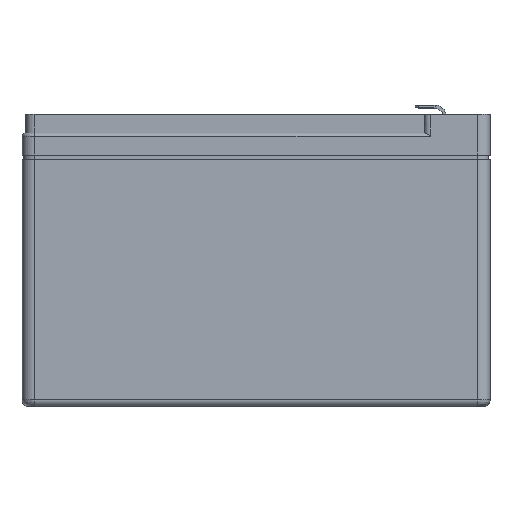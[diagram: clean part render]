
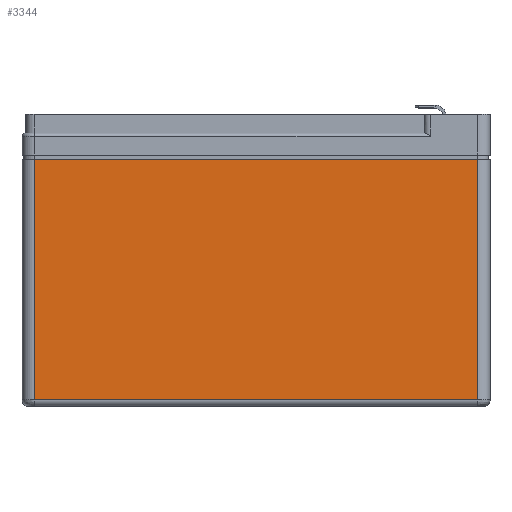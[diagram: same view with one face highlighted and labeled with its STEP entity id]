
A CAD part, top view. The second image highlights one B-rep face of the part: STEP entity #3344.
In plain terms, the highlighted planar face has unit normal (0, 0, 1).
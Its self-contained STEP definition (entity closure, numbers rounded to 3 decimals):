
#387=FACE_OUTER_BOUND('',#580,.T.);
#580=EDGE_LOOP('',(#2970,#2971,#2972,#2973));
#949=LINE('',#5453,#1321);
#954=LINE('',#5507,#1326);
#956=LINE('',#5513,#1328);
#957=LINE('',#5514,#1329);
#1321=VECTOR('',#4476,10.);
#1326=VECTOR('',#4507,10.);
#1328=VECTOR('',#4513,10.);
#1329=VECTOR('',#4514,10.);
#1625=VERTEX_POINT('',#5443);
#1627=VERTEX_POINT('',#5449);
#1637=VERTEX_POINT('',#5506);
#1639=VERTEX_POINT('',#5512);
#2081=EDGE_CURVE('',#1625,#1627,#949,.T.);
#2096=EDGE_CURVE('',#1627,#1637,#954,.T.);
#2099=EDGE_CURVE('',#1625,#1639,#956,.T.);
#2100=EDGE_CURVE('',#1637,#1639,#957,.T.);
#2970=ORIENTED_EDGE('',*,*,#2081,.F.);
#2971=ORIENTED_EDGE('',*,*,#2099,.T.);
#2972=ORIENTED_EDGE('',*,*,#2100,.F.);
#2973=ORIENTED_EDGE('',*,*,#2096,.F.);
#3169=PLANE('',#3623);
#3344=ADVANCED_FACE('',(#387),#3169,.T.);
#3623=AXIS2_PLACEMENT_3D('',#5511,#4511,#4512);
#4476=DIRECTION('',(-1.,0.,0.));
#4507=DIRECTION('',(0.,1.,0.));
#4511=DIRECTION('center_axis',(0.,0.,1.));
#4512=DIRECTION('ref_axis',(1.,0.,0.));
#4513=DIRECTION('',(0.,1.,0.));
#4514=DIRECTION('',(1.,0.,0.));
#5443=CARTESIAN_POINT('',(71.,2.,32.5));
#5449=CARTESIAN_POINT('',(-71.,2.,32.5));
#5453=CARTESIAN_POINT('',(-35.5,2.,32.5));
#5506=CARTESIAN_POINT('',(-71.,79.,32.5));
#5507=CARTESIAN_POINT('',(-71.,0.,32.5));
#5511=CARTESIAN_POINT('Origin',(-71.,0.,32.5));
#5512=CARTESIAN_POINT('',(71.,79.,32.5));
#5513=CARTESIAN_POINT('',(71.,0.,32.5));
#5514=CARTESIAN_POINT('',(71.,79.,32.5));
